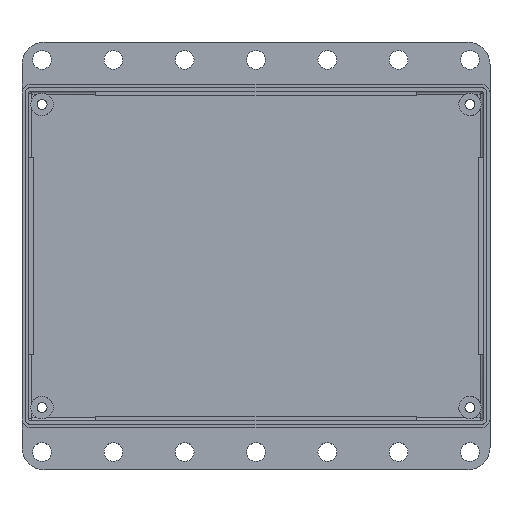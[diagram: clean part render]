
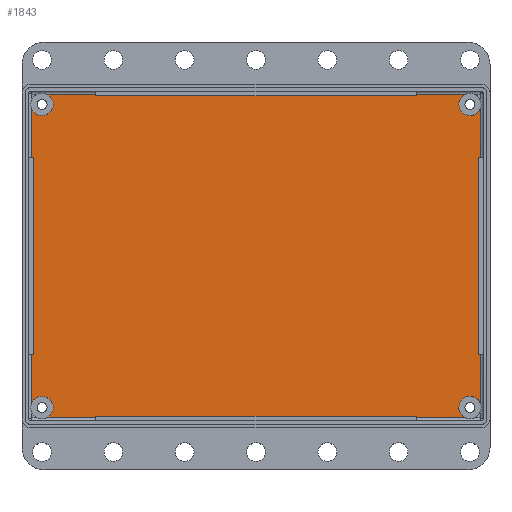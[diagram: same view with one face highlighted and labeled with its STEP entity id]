
A CAD part, top view. The second image highlights one B-rep face of the part: STEP entity #1843.
In plain terms, the highlighted planar face has unit normal (0, 0, 1).
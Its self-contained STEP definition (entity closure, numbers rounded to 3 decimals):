
#134=CIRCLE('',#1983,2.5);
#135=CIRCLE('',#1984,2.5);
#136=CIRCLE('',#1985,2.5);
#137=CIRCLE('',#1986,2.5);
#263=FACE_OUTER_BOUND('',#389,.T.);
#389=EDGE_LOOP('',(#1331,#1332,#1333,#1334,#1335,#1336,#1337,#1338,#1339,
#1340,#1341,#1342,#1343,#1344,#1345,#1346,#1347,#1348,#1349,#1350,#1351,
#1352,#1353,#1354));
#553=LINE('',#2827,#697);
#554=LINE('',#2829,#698);
#555=LINE('',#2831,#699);
#556=LINE('',#2835,#700);
#557=LINE('',#2837,#701);
#558=LINE('',#2839,#702);
#559=LINE('',#2841,#703);
#560=LINE('',#2843,#704);
#561=LINE('',#2847,#705);
#562=LINE('',#2849,#706);
#563=LINE('',#2851,#707);
#564=LINE('',#2853,#708);
#565=LINE('',#2855,#709);
#566=LINE('',#2859,#710);
#567=LINE('',#2861,#711);
#568=LINE('',#2863,#712);
#569=LINE('',#2865,#713);
#570=LINE('',#2867,#714);
#571=LINE('',#2871,#715);
#572=LINE('',#2872,#716);
#697=VECTOR('',#2256,44.);
#698=VECTOR('',#2257,0.3);
#699=VECTOR('',#2258,11.02);
#700=VECTOR('',#2261,11.02);
#701=VECTOR('',#2262,0.3);
#702=VECTOR('',#2263,72.);
#703=VECTOR('',#2264,0.3);
#704=VECTOR('',#2265,11.02);
#705=VECTOR('',#2268,11.02);
#706=VECTOR('',#2269,0.3);
#707=VECTOR('',#2270,44.);
#708=VECTOR('',#2271,0.3);
#709=VECTOR('',#2272,11.02);
#710=VECTOR('',#2275,11.02);
#711=VECTOR('',#2276,0.3);
#712=VECTOR('',#2277,72.);
#713=VECTOR('',#2278,0.3);
#714=VECTOR('',#2279,11.02);
#715=VECTOR('',#2282,11.02);
#716=VECTOR('',#2283,0.3);
#863=VERTEX_POINT('',#2825);
#864=VERTEX_POINT('',#2826);
#865=VERTEX_POINT('',#2828);
#866=VERTEX_POINT('',#2830);
#867=VERTEX_POINT('',#2832);
#868=VERTEX_POINT('',#2834);
#869=VERTEX_POINT('',#2836);
#870=VERTEX_POINT('',#2838);
#871=VERTEX_POINT('',#2840);
#872=VERTEX_POINT('',#2842);
#873=VERTEX_POINT('',#2844);
#874=VERTEX_POINT('',#2846);
#875=VERTEX_POINT('',#2848);
#876=VERTEX_POINT('',#2850);
#877=VERTEX_POINT('',#2852);
#878=VERTEX_POINT('',#2854);
#879=VERTEX_POINT('',#2856);
#880=VERTEX_POINT('',#2858);
#881=VERTEX_POINT('',#2860);
#882=VERTEX_POINT('',#2862);
#883=VERTEX_POINT('',#2864);
#884=VERTEX_POINT('',#2866);
#885=VERTEX_POINT('',#2868);
#886=VERTEX_POINT('',#2870);
#1055=EDGE_CURVE('',#863,#864,#553,.T.);
#1056=EDGE_CURVE('',#864,#865,#554,.T.);
#1057=EDGE_CURVE('',#866,#865,#555,.T.);
#1058=EDGE_CURVE('',#866,#867,#134,.T.);
#1059=EDGE_CURVE('',#868,#867,#556,.T.);
#1060=EDGE_CURVE('',#868,#869,#557,.T.);
#1061=EDGE_CURVE('',#869,#870,#558,.T.);
#1062=EDGE_CURVE('',#870,#871,#559,.T.);
#1063=EDGE_CURVE('',#872,#871,#560,.T.);
#1064=EDGE_CURVE('',#872,#873,#135,.T.);
#1065=EDGE_CURVE('',#874,#873,#561,.T.);
#1066=EDGE_CURVE('',#874,#875,#562,.T.);
#1067=EDGE_CURVE('',#875,#876,#563,.T.);
#1068=EDGE_CURVE('',#876,#877,#564,.T.);
#1069=EDGE_CURVE('',#878,#877,#565,.T.);
#1070=EDGE_CURVE('',#878,#879,#136,.T.);
#1071=EDGE_CURVE('',#880,#879,#566,.T.);
#1072=EDGE_CURVE('',#880,#881,#567,.T.);
#1073=EDGE_CURVE('',#881,#882,#568,.T.);
#1074=EDGE_CURVE('',#882,#883,#569,.T.);
#1075=EDGE_CURVE('',#884,#883,#570,.T.);
#1076=EDGE_CURVE('',#884,#885,#137,.T.);
#1077=EDGE_CURVE('',#886,#885,#571,.T.);
#1078=EDGE_CURVE('',#886,#863,#572,.T.);
#1331=ORIENTED_EDGE('',*,*,#1055,.T.);
#1332=ORIENTED_EDGE('',*,*,#1056,.T.);
#1333=ORIENTED_EDGE('',*,*,#1057,.F.);
#1334=ORIENTED_EDGE('',*,*,#1058,.T.);
#1335=ORIENTED_EDGE('',*,*,#1059,.F.);
#1336=ORIENTED_EDGE('',*,*,#1060,.T.);
#1337=ORIENTED_EDGE('',*,*,#1061,.T.);
#1338=ORIENTED_EDGE('',*,*,#1062,.T.);
#1339=ORIENTED_EDGE('',*,*,#1063,.F.);
#1340=ORIENTED_EDGE('',*,*,#1064,.T.);
#1341=ORIENTED_EDGE('',*,*,#1065,.F.);
#1342=ORIENTED_EDGE('',*,*,#1066,.T.);
#1343=ORIENTED_EDGE('',*,*,#1067,.T.);
#1344=ORIENTED_EDGE('',*,*,#1068,.T.);
#1345=ORIENTED_EDGE('',*,*,#1069,.F.);
#1346=ORIENTED_EDGE('',*,*,#1070,.T.);
#1347=ORIENTED_EDGE('',*,*,#1071,.F.);
#1348=ORIENTED_EDGE('',*,*,#1072,.T.);
#1349=ORIENTED_EDGE('',*,*,#1073,.T.);
#1350=ORIENTED_EDGE('',*,*,#1074,.T.);
#1351=ORIENTED_EDGE('',*,*,#1075,.F.);
#1352=ORIENTED_EDGE('',*,*,#1076,.T.);
#1353=ORIENTED_EDGE('',*,*,#1077,.F.);
#1354=ORIENTED_EDGE('',*,*,#1078,.T.);
#1790=PLANE('',#1982);
#1843=ADVANCED_FACE('',(#263),#1790,.T.);
#1982=AXIS2_PLACEMENT_3D('',#2824,#2254,#2255);
#1983=AXIS2_PLACEMENT_3D('',#2833,#2259,#2260);
#1984=AXIS2_PLACEMENT_3D('',#2845,#2266,#2267);
#1985=AXIS2_PLACEMENT_3D('',#2857,#2273,#2274);
#1986=AXIS2_PLACEMENT_3D('',#2869,#2280,#2281);
#2254=DIRECTION('center_axis',(0.,0.,1.));
#2255=DIRECTION('ref_axis',(1.,0.,0.));
#2256=DIRECTION('',(0.,-1.,0.));
#2257=DIRECTION('',(-1.,0.,0.));
#2258=DIRECTION('',(0.,1.,0.));
#2259=DIRECTION('center_axis',(0.,0.,-1.));
#2260=DIRECTION('ref_axis',(-1.,0.,0.));
#2261=DIRECTION('',(-1.,0.,0.));
#2262=DIRECTION('',(0.,1.,0.));
#2263=DIRECTION('',(1.,0.,0.));
#2264=DIRECTION('',(0.,-1.,0.));
#2265=DIRECTION('',(-1.,0.,0.));
#2266=DIRECTION('center_axis',(0.,0.,-1.));
#2267=DIRECTION('ref_axis',(-1.,0.,0.));
#2268=DIRECTION('',(0.,-1.,0.));
#2269=DIRECTION('',(-1.,0.,0.));
#2270=DIRECTION('',(0.,1.,0.));
#2271=DIRECTION('',(1.,0.,0.));
#2272=DIRECTION('',(0.,-1.,0.));
#2273=DIRECTION('center_axis',(0.,0.,-1.));
#2274=DIRECTION('ref_axis',(-1.,0.,0.));
#2275=DIRECTION('',(1.,0.,0.));
#2276=DIRECTION('',(0.,-1.,0.));
#2277=DIRECTION('',(-1.,0.,0.));
#2278=DIRECTION('',(0.,1.,0.));
#2279=DIRECTION('',(1.,0.,0.));
#2280=DIRECTION('center_axis',(0.,0.,-1.));
#2281=DIRECTION('ref_axis',(-1.,0.,0.));
#2282=DIRECTION('',(0.,1.,0.));
#2283=DIRECTION('',(1.,0.,0.));
#2824=CARTESIAN_POINT('Origin',(0.,32.,3.));
#2825=CARTESIAN_POINT('',(-34.,66.,3.));
#2826=CARTESIAN_POINT('',(-34.,22.,3.));
#2827=CARTESIAN_POINT('',(-34.,27.,3.));
#2828=CARTESIAN_POINT('',(-34.3,22.,3.));
#2829=CARTESIAN_POINT('',(-17.5,22.,3.));
#2830=CARTESIAN_POINT('',(-34.3,10.98,3.));
#2831=CARTESIAN_POINT('',(-34.3,19.75,3.));
#2832=CARTESIAN_POINT('',(-31.021,7.7,3.));
#2833=CARTESIAN_POINT('Origin',(-32.,10.,3.));
#2834=CARTESIAN_POINT('',(-20.,7.7,3.));
#2835=CARTESIAN_POINT('',(17.25,7.7,3.));
#2836=CARTESIAN_POINT('',(-20.,8.,3.));
#2837=CARTESIAN_POINT('',(-20.,20.,3.));
#2838=CARTESIAN_POINT('',(52.,8.,3.));
#2839=CARTESIAN_POINT('',(42.,8.,3.));
#2840=CARTESIAN_POINT('',(52.,7.7,3.));
#2841=CARTESIAN_POINT('',(52.,19.5,3.));
#2842=CARTESIAN_POINT('',(63.02,7.7,3.));
#2843=CARTESIAN_POINT('',(49.25,7.7,3.));
#2844=CARTESIAN_POINT('',(66.3,10.98,3.));
#2845=CARTESIAN_POINT('Origin',(64.,10.,3.));
#2846=CARTESIAN_POINT('',(66.3,22.,3.));
#2847=CARTESIAN_POINT('',(66.3,44.25,3.));
#2848=CARTESIAN_POINT('',(66.,22.,3.));
#2849=CARTESIAN_POINT('',(49.,22.,3.));
#2850=CARTESIAN_POINT('',(66.,66.,3.));
#2851=CARTESIAN_POINT('',(66.,61.,3.));
#2852=CARTESIAN_POINT('',(66.3,66.,3.));
#2853=CARTESIAN_POINT('',(49.5,66.,3.));
#2854=CARTESIAN_POINT('',(66.3,77.02,3.));
#2855=CARTESIAN_POINT('',(66.3,68.25,3.));
#2856=CARTESIAN_POINT('',(63.02,80.3,3.));
#2857=CARTESIAN_POINT('Origin',(64.,78.,3.));
#2858=CARTESIAN_POINT('',(52.,80.3,3.));
#2859=CARTESIAN_POINT('',(14.75,80.3,3.));
#2860=CARTESIAN_POINT('',(52.,80.,3.));
#2861=CARTESIAN_POINT('',(52.,68.,3.));
#2862=CARTESIAN_POINT('',(-20.,80.,3.));
#2863=CARTESIAN_POINT('',(-10.,80.,3.));
#2864=CARTESIAN_POINT('',(-20.,80.3,3.));
#2865=CARTESIAN_POINT('',(-20.,68.5,3.));
#2866=CARTESIAN_POINT('',(-31.021,80.3,3.));
#2867=CARTESIAN_POINT('',(-17.25,80.3,3.));
#2868=CARTESIAN_POINT('',(-34.3,77.02,3.));
#2869=CARTESIAN_POINT('Origin',(-32.,78.,3.));
#2870=CARTESIAN_POINT('',(-34.3,66.,3.));
#2871=CARTESIAN_POINT('',(-34.3,43.75,3.));
#2872=CARTESIAN_POINT('',(-17.,66.,3.));
